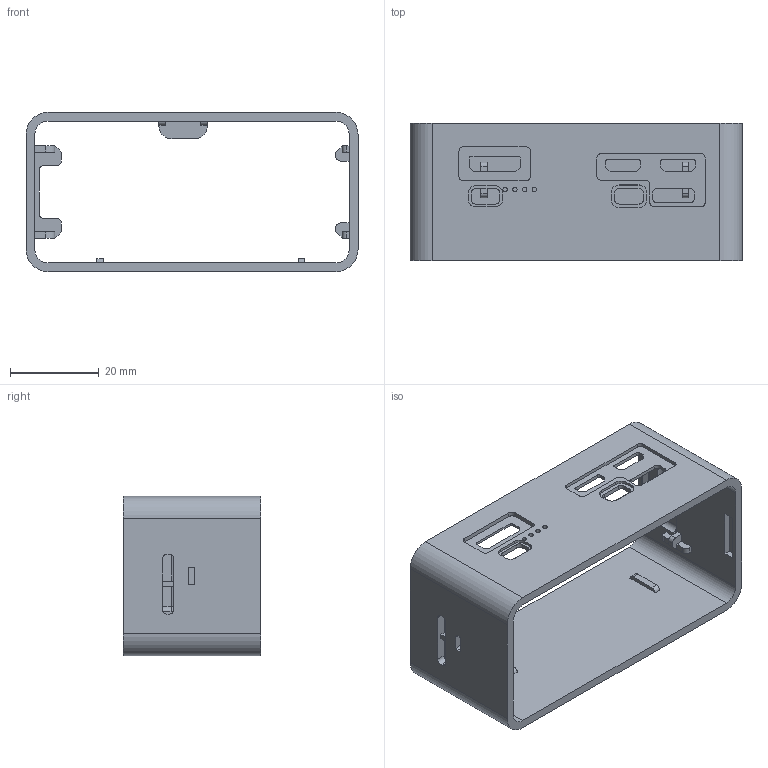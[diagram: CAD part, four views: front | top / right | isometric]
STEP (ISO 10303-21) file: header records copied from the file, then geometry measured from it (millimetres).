
FILE_DESCRIPTION (( 'STEP AP214' ), '1' );
FILE_NAME ('pisugar3_shell_xl.STEP', '2024-06-06T04:19:36', ( '' ), ( '' ), 'SwSTEP 2.0', 'SolidWorks 2024', '' );
FILE_SCHEMA (( 'AUTOMOTIVE_DESIGN' ));
Length unit declared in the file: millimetre
Products named in the file (1): pisugar3_shell_xl
Bounding box: 75 x 31 x 36 mm (x, y, z)
Volume: 12144.4 mm3; surface area: 14310.6 mm2
Topology: 1 solids, 1 shells, 277 faces, 771 edges, 508 vertices
Faces by surface type: plane 175, cylinder 98, bspline 4
Entity records: 9054 total; most frequent: CARTESIAN_POINT 1765, ORIENTED_EDGE 1534, DIRECTION 1485, EDGE_CURVE 767, LINE 565, VECTOR 565, VERTEX_POINT 508, AXIS2_PLACEMENT_3D 460
